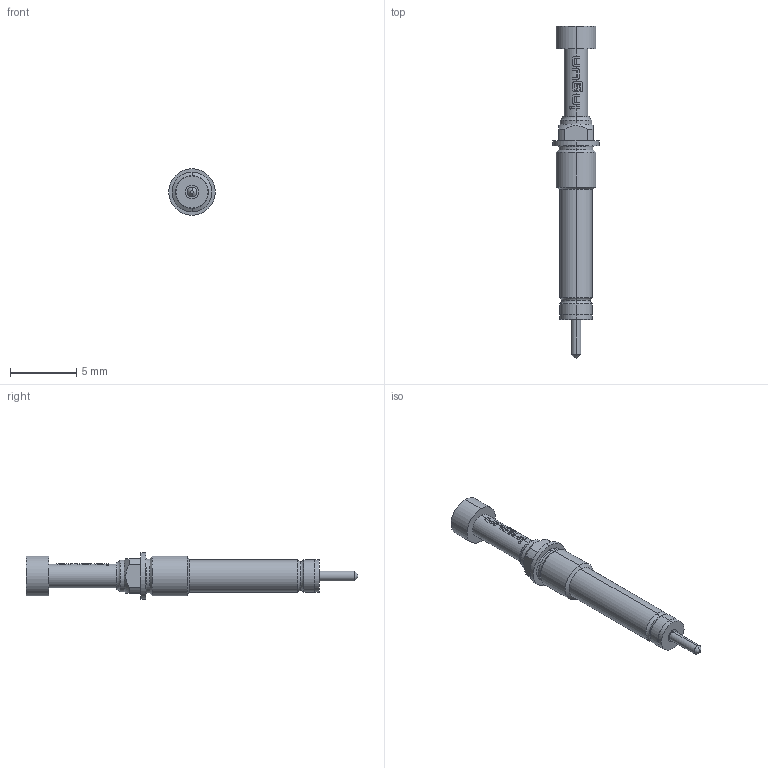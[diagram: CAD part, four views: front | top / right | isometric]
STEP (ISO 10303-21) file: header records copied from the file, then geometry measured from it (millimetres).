
FILE_DESCRIPTION (( 'STEP AP203' ), '1' );
FILE_NAME ('INGUN_SKS-115_302_300_A_xx02_MO.STEP', '2024-01-24T13:21:08', ( '' ), ( '' ), 'SwSTEP 2.0', 'SolidWorks 2021', '' );
FILE_SCHEMA (( 'CONFIG_CONTROL_DESIGN' ));
Length unit declared in the file: millimetre
Products named in the file (1): INGUN_SKS-115_302_300_A_xx02_MO
Bounding box: 3.5 x 25 x 3.5 mm (x, y, z)
Volume: 108.2 mm3; surface area: 205.3 mm2
Topology: 1 solids, 1 shells, 127 faces, 329 edges, 212 vertices
Faces by surface type: plane 53, cylinder 34, bspline 22, torus 10, cone 8
Entity records: 4280 total; most frequent: CARTESIAN_POINT 1227, ORIENTED_EDGE 658, DIRECTION 577, EDGE_CURVE 329, AXIS2_PLACEMENT_3D 234, VERTEX_POINT 212, EDGE_LOOP 135, CIRCLE 128
